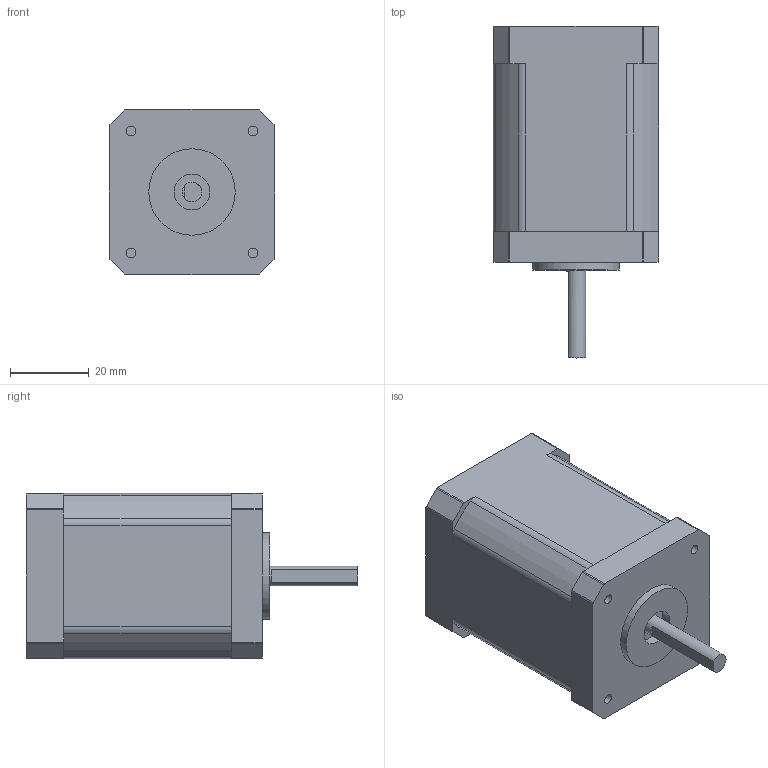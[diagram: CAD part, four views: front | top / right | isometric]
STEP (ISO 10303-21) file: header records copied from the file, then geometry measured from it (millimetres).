
FILE_DESCRIPTION(/* description */ (''),/* implementation_level */ '2;1');
FILE_NAME(/* name */ 'NEMA17 17HS8401 v4.step',/* time_stamp */ '2024-05-28T16:40:03+02:00',/* author */ (''),/* organization */ (''),/* preprocessor_version */ 'ST-DEVELOPER v20',/* originating_system */ 'Autodesk Translation Framework v13.14.0.145',/* authorisation */ '');
FILE_SCHEMA (('AUTOMOTIVE_DESIGN { 1 0 10303 214 3 1 1 }'));
Length unit declared in the file: millimetre
Products named in the file (1): NEMA17 17HS8401
Bounding box: 42 x 84.35 x 42 mm (x, y, z)
Volume: 102131.2 mm3; surface area: 14082 mm2
Topology: 1 solids, 1 shells, 194 faces, 510 edges, 335 vertices
Faces by surface type: plane 144, cylinder 44, torus 5, cone 1
Full cylindrical faces by diameter (mm): 2.459 x4, 4.826 x4, 5 x2, 5.842 x4, 9.144 x2, 22 x1
Entity records: 6304 total; most frequent: CARTESIAN_POINT 1236, ORIENTED_EDGE 1024, DIRECTION 976, EDGE_CURVE 512, VERTEX_POINT 337, AXIS2_PLACEMENT_3D 333, LINE 310, VECTOR 310
